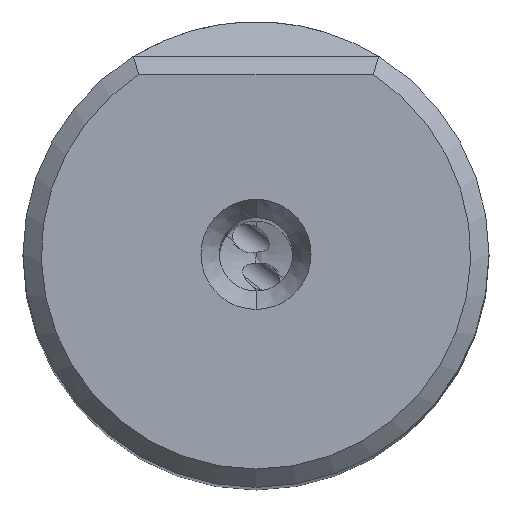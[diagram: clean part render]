
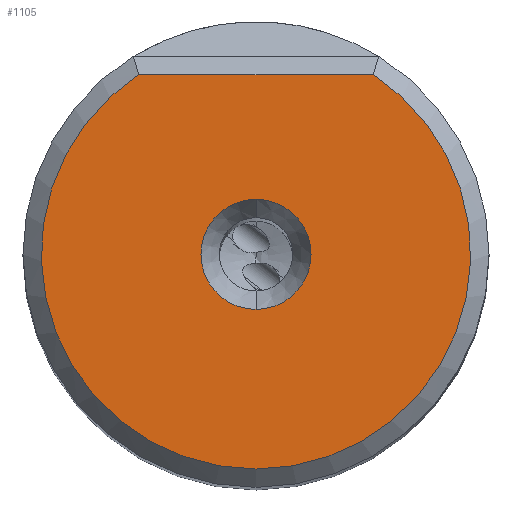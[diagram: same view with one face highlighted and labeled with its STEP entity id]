
A CAD part, top view. The second image highlights one B-rep face of the part: STEP entity #1105.
In plain terms, the highlighted planar face has unit normal (0, 0, 1).
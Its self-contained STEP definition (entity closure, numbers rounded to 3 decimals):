
#298=PLANE('',#11773);
#1105=ADVANCED_FACE('',(#2129,#2130),#298,.T.);
#2129=FACE_BOUND('',#2265,.T.);
#2130=FACE_BOUND('',#2266,.T.);
#2265=EDGE_LOOP('',(#5051,#5052,#5053));
#2266=EDGE_LOOP('',(#5054,#5055));
#2957=LINE('',#18342,#3540);
#3540=VECTOR('',#13390,1.);
#5051=ORIENTED_EDGE('',*,*,#9456,.F.);
#5052=ORIENTED_EDGE('',*,*,#9457,.F.);
#5053=ORIENTED_EDGE('',*,*,#9455,.F.);
#5054=ORIENTED_EDGE('',*,*,#9458,.F.);
#5055=ORIENTED_EDGE('',*,*,#9459,.F.);
#8242=VERTEX_POINT('',#18334);
#8243=VERTEX_POINT('',#18341);
#8244=VERTEX_POINT('',#18345);
#8245=VERTEX_POINT('',#18348);
#8246=VERTEX_POINT('',#18349);
#9455=EDGE_CURVE('',#8243,#8242,#2957,.T.);
#9456=EDGE_CURVE('',#8244,#8243,#10916,.T.);
#9457=EDGE_CURVE('',#8242,#8244,#10917,.T.);
#9458=EDGE_CURVE('',#8245,#8246,#10918,.T.);
#9459=EDGE_CURVE('',#8246,#8245,#10919,.T.);
#10916=CIRCLE('',#11769,11.7);
#10917=CIRCLE('',#11770,11.7);
#10918=CIRCLE('',#11771,3.);
#10919=CIRCLE('',#11772,3.);
#11769=AXIS2_PLACEMENT_3D('',#18344,#13393,#13394);
#11770=AXIS2_PLACEMENT_3D('',#18346,#13395,#13396);
#11771=AXIS2_PLACEMENT_3D('',#18347,#13397,#13398);
#11772=AXIS2_PLACEMENT_3D('',#18350,#13399,#13400);
#11773=AXIS2_PLACEMENT_3D('',#18351,#13401,#13402);
#13390=DIRECTION('',(1.,0.,0.));
#13393=DIRECTION('',(0.,0.,-1.));
#13394=DIRECTION('',(0.,-1.,0.));
#13395=DIRECTION('',(0.,0.,-1.));
#13396=DIRECTION('',(0.546,0.838,0.));
#13397=DIRECTION('',(0.,0.,1.));
#13398=DIRECTION('',(0.,1.,0.));
#13399=DIRECTION('',(0.,0.,1.));
#13400=DIRECTION('',(0.,-1.,0.));
#13401=DIRECTION('',(0.,0.,1.));
#13402=DIRECTION('',(-1.,0.,0.));
#18334=CARTESIAN_POINT('',(6.391,9.8,0.));
#18341=CARTESIAN_POINT('',(-6.391,9.8,0.));
#18342=CARTESIAN_POINT('',(-6.391,9.8,0.));
#18344=CARTESIAN_POINT('',(0.,0.,0.));
#18345=CARTESIAN_POINT('',(0.,-11.7,0.));
#18346=CARTESIAN_POINT('',(0.,0.,0.));
#18347=CARTESIAN_POINT('',(0.,0.,0.));
#18348=CARTESIAN_POINT('',(0.,3.,0.));
#18349=CARTESIAN_POINT('',(0.,-3.,0.));
#18350=CARTESIAN_POINT('',(0.,0.,0.));
#18351=CARTESIAN_POINT('',(0.,-0.95,0.));
